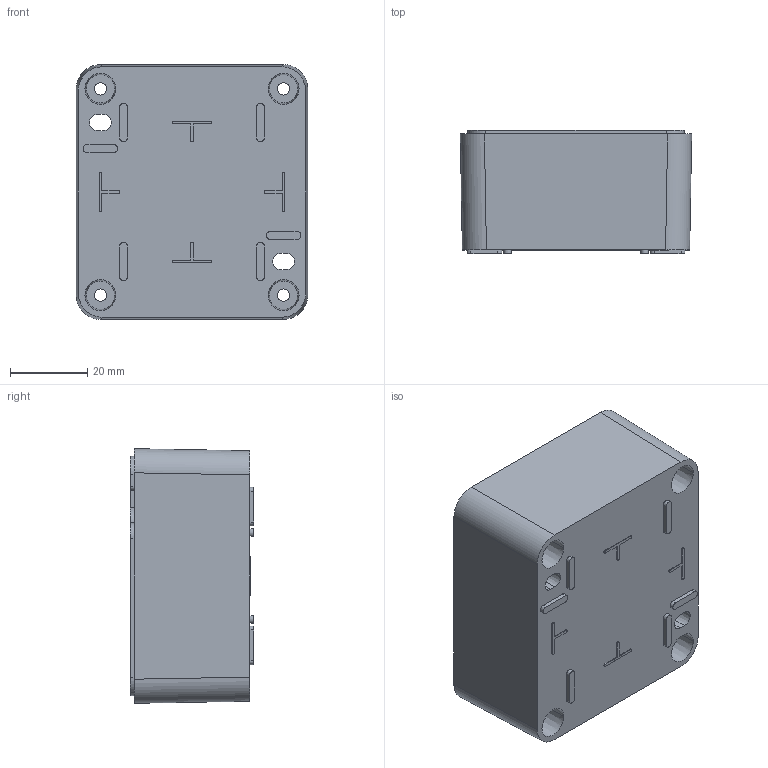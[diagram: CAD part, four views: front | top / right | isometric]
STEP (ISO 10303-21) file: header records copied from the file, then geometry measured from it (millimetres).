
FILE_DESCRIPTION((''),'2;1');
FILE_NAME('060603-28695A1','2009-10-23T',('fxhongdongluo'),(''),'PRO/ENGINEER BY PARAMETRIC TECHNOLOGY CORPORATION, 2007160','PRO/ENGINEER BY PARAMETRIC TECHNOLOGY CORPORATION, 2007160','');
FILE_SCHEMA(('CONFIG_CONTROL_DESIGN'));
Length unit declared in the file: millimetre
Products named in the file (1): 060603-28695A1
Bounding box: 60 x 32 x 66 mm (x, y, z)
Volume: 36668 mm3; surface area: 26748 mm2
Topology: 1 solids, 1 shells, 266 faces, 660 edges, 436 vertices
Faces by surface type: plane 132, cylinder 106, cone 28
Entity records: 8222 total; most frequent: CARTESIAN_POINT 1714, DIRECTION 1344, ORIENTED_EDGE 1320, EDGE_CURVE 660, AXIS2_PLACEMENT_3D 470, VERTEX_POINT 436, VECTOR 404, LINE 404
